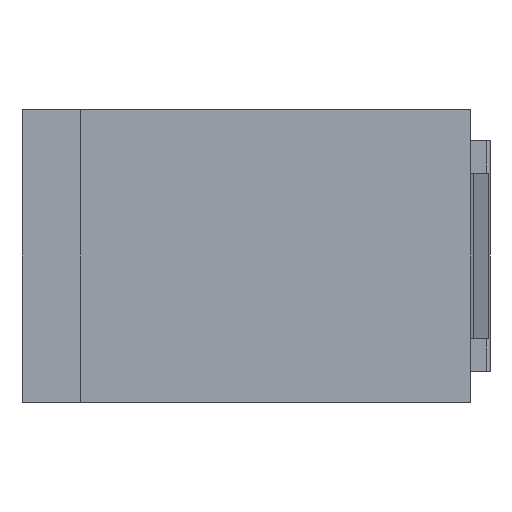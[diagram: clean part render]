
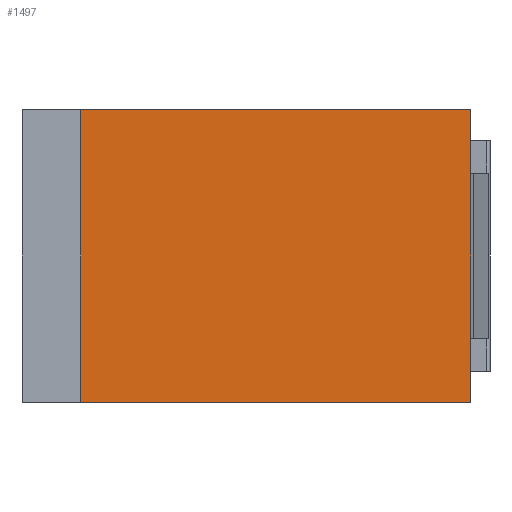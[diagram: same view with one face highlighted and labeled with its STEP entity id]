
A CAD part, front view. The second image highlights one B-rep face of the part: STEP entity #1497.
In plain terms, the highlighted planar face has unit normal (0, -1, 0).
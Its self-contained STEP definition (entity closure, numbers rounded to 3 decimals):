
#216=ORIENTED_EDGE('',*,*,#624,.T.);
#217=ORIENTED_EDGE('',*,*,#625,.F.);
#218=ORIENTED_EDGE('',*,*,#626,.F.);
#219=ORIENTED_EDGE('',*,*,#616,.T.);
#616=EDGE_CURVE('',#815,#814,#954,.T.);
#624=EDGE_CURVE('',#814,#818,#958,.T.);
#625=EDGE_CURVE('',#819,#818,#959,.T.);
#626=EDGE_CURVE('',#815,#819,#960,.T.);
#814=VERTEX_POINT('',#2373);
#815=VERTEX_POINT('',#2375);
#818=VERTEX_POINT('',#2389);
#819=VERTEX_POINT('',#2391);
#954=LINE('',#2374,#1097);
#958=LINE('',#2388,#1101);
#959=LINE('',#2390,#1102);
#960=LINE('',#2392,#1103);
#1097=VECTOR('',#1872,1000.);
#1101=VECTOR('',#1890,1000.);
#1102=VECTOR('',#1891,1000.);
#1103=VECTOR('',#1892,1000.);
#1188=EDGE_LOOP('',(#216,#217,#218,#219));
#1311=FACE_BOUND('',#1188,.T.);
#1434=PLANE('',#1622);
#1497=ADVANCED_FACE('',(#1311),#1434,.F.);
#1622=AXIS2_PLACEMENT_3D('',#2387,#1888,#1889);
#1872=DIRECTION('',(0.,0.,-1.));
#1888=DIRECTION('',(0.,1.,0.));
#1889=DIRECTION('',(0.,0.,1.));
#1890=DIRECTION('',(1.,0.,0.));
#1891=DIRECTION('',(0.,0.,-1.));
#1892=DIRECTION('',(1.,0.,0.));
#2373=CARTESIAN_POINT('',(-10.,0.,-7.5));
#2374=CARTESIAN_POINT('',(-10.,0.,7.5));
#2375=CARTESIAN_POINT('',(-10.,0.,7.5));
#2387=CARTESIAN_POINT('',(-10.,0.,7.5));
#2388=CARTESIAN_POINT('',(-10.,0.,-7.5));
#2389=CARTESIAN_POINT('',(10.,0.,-7.5));
#2390=CARTESIAN_POINT('',(10.,0.,7.5));
#2391=CARTESIAN_POINT('',(10.,0.,7.5));
#2392=CARTESIAN_POINT('',(-10.,0.,7.5));
